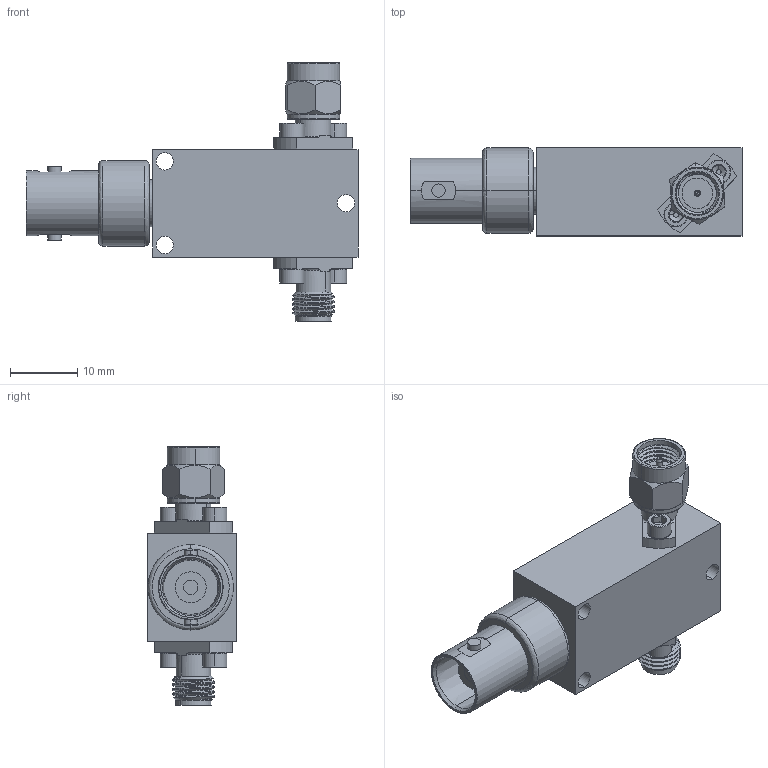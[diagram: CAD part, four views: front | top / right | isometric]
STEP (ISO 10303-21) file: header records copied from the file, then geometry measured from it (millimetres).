
FILE_DESCRIPTION (( 'STEP AP214' ), '1' );
FILE_NAME ('FMBT1642_3D.STEP', '2022-06-26T05:54:40', ( '' ), ( '' ), 'SwSTEP 2.0', 'SolidWorks 2021', '' );
FILE_SCHEMA (( 'AUTOMOTIVE_DESIGN' ));
Length unit declared in the file: inch
Products named in the file (8): Copy of BNC-FEMALE_103-2270-02^PE1642; Copy of 010-101X_010-1012-00^PE1642; Copy of SMA MALE 2-HOLE 103-4111^PE1642; Copy of 120-0046^PE1642; Copy of SMA COUPLING NUT_108-0010-00^PE1642; Copy of 120-0038^PE1642; FMBT1642_3D; Copy of SMA FEMALE 2-HOLE 103-4112^PE1642
Assembly tree (10 placements, depth 2):
  FMBT1642_3D
    Copy of 120-0038^PE1642
    Copy of 120-0046^PE1642
    Copy of BNC-FEMALE_103-2270-02^PE1642
    Copy of SMA FEMALE 2-HOLE 103-4112^PE1642
    Copy of SMA MALE 2-HOLE 103-4111^PE1642
    Copy of 010-101X_010-1012-00^PE1642  x4
    Copy of SMA COUPLING NUT_108-0010-00^PE1642
Bounding box: 49.33 x 13.08 x 38.38 mm (x, y, z)
Volume: 8310.1 mm3; surface area: 6190 mm2
Topology: 10 solids, 10 shells, 728 faces, 1615 edges, 934 vertices
Faces by surface type: cylinder 312, cone 255, plane 131, bspline 30
Entity records: 13389 total; most frequent: CARTESIAN_POINT 4953, ORIENTED_EDGE 1748, DIRECTION 1629, EDGE_CURVE 874, AXIS2_PLACEMENT_3D 640, VERTEX_POINT 538, EDGE_LOOP 408, ADVANCED_FACE 371
